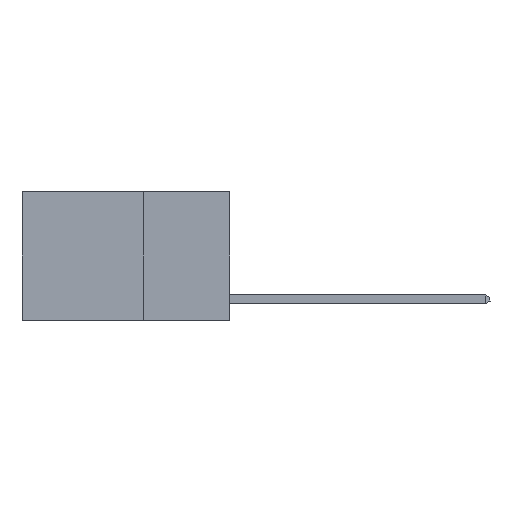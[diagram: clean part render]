
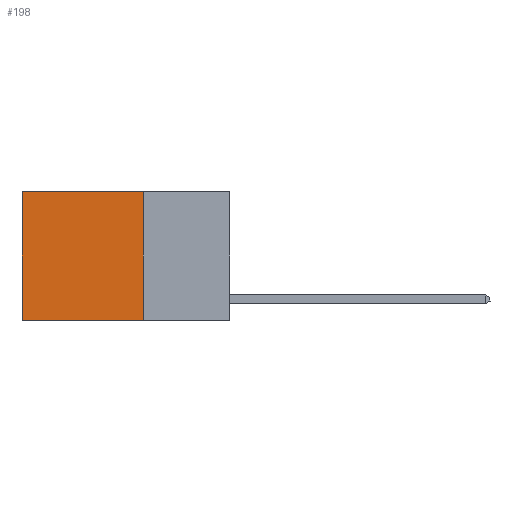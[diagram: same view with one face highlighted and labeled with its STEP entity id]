
A CAD part, left-side view. The second image highlights one B-rep face of the part: STEP entity #198.
In plain terms, the highlighted planar face has unit normal (-1, 0, 0).
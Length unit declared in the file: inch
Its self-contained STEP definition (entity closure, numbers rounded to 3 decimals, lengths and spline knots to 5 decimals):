
#95 = CARTESIAN_POINT ( 'NONE',  ( 0.2625, 0.25, 0. ) ) ;
#198 = ADVANCED_FACE ( 'NONE', ( #878 ), #18885, .F. ) ;
#878 = FACE_OUTER_BOUND ( 'NONE', #11070, .T. ) ;
#1237 = CARTESIAN_POINT ( 'NONE',  ( 0.2625, 0.6, -0.37 ) ) ;
#2663 = EDGE_CURVE ( 'NONE', #19008, #3316, #19068, .T. ) ;
#3316 = VERTEX_POINT ( 'NONE', #1237 ) ;
#3744 = CARTESIAN_POINT ( 'NONE',  ( 0.2625, 0.25, -0.37 ) ) ;
#4123 = LINE ( 'NONE', #16892, #12705 ) ;
#4437 = VERTEX_POINT ( 'NONE', #22870 ) ;
#5349 = VECTOR ( 'NONE', #20175, 39.37008 ) ;
#5711 = DIRECTION ( 'NONE',  ( 0., 1., 0. ) ) ;
#6183 = VECTOR ( 'NONE', #5711, 39.37008 ) ;
#6781 = DIRECTION ( 'NONE',  ( 0., 0., -1. ) ) ;
#8681 = CARTESIAN_POINT ( 'NONE',  ( 0.2625, 0.25, 0. ) ) ;
#8834 = ORIENTED_EDGE ( 'NONE', *, *, #17621, .T. ) ;
#11070 = EDGE_LOOP ( 'NONE', ( #24584, #25057, #14203, #8834 ) ) ;
#11354 = VERTEX_POINT ( 'NONE', #18984 ) ;
#11452 = LINE ( 'NONE', #18447, #16384 ) ;
#11500 = CARTESIAN_POINT ( 'NONE',  ( 0.2625, 0.25, -0.37 ) ) ;
#12349 = AXIS2_PLACEMENT_3D ( 'NONE', #8681, #16594, #24467 ) ;
#12705 = VECTOR ( 'NONE', #22885, 39.37008 ) ;
#14144 = EDGE_CURVE ( 'NONE', #11354, #3316, #11452, .T. ) ;
#14203 = ORIENTED_EDGE ( 'NONE', *, *, #23320, .F. ) ;
#16384 = VECTOR ( 'NONE', #6781, 39.37008 ) ;
#16594 = DIRECTION ( 'NONE',  ( 1., 0., 0. ) ) ;
#16892 = CARTESIAN_POINT ( 'NONE',  ( 0.2625, 0.25, 0. ) ) ;
#17621 = EDGE_CURVE ( 'NONE', #4437, #11354, #23109, .T. ) ;
#18447 = CARTESIAN_POINT ( 'NONE',  ( 0.2625, 0.6, 0. ) ) ;
#18885 = PLANE ( 'NONE',  #12349 ) ;
#18984 = CARTESIAN_POINT ( 'NONE',  ( 0.2625, 0.6, 0. ) ) ;
#19008 = VERTEX_POINT ( 'NONE', #11500 ) ;
#19068 = LINE ( 'NONE', #3744, #6183 ) ;
#20175 = DIRECTION ( 'NONE',  ( 0., 1., 0. ) ) ;
#22870 = CARTESIAN_POINT ( 'NONE',  ( 0.2625, 0.25, 0. ) ) ;
#22885 = DIRECTION ( 'NONE',  ( 0., 0., -1. ) ) ;
#23109 = LINE ( 'NONE', #95, #5349 ) ;
#23320 = EDGE_CURVE ( 'NONE', #4437, #19008, #4123, .T. ) ;
#24467 = DIRECTION ( 'NONE',  ( 0., 0., -1. ) ) ;
#24584 = ORIENTED_EDGE ( 'NONE', *, *, #14144, .T. ) ;
#25057 = ORIENTED_EDGE ( 'NONE', *, *, #2663, .F. ) ;
